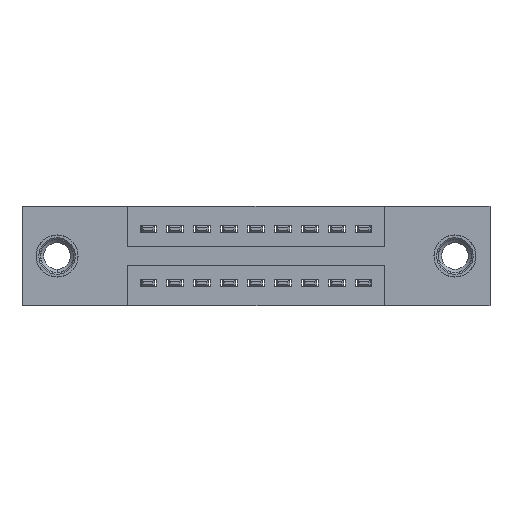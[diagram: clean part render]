
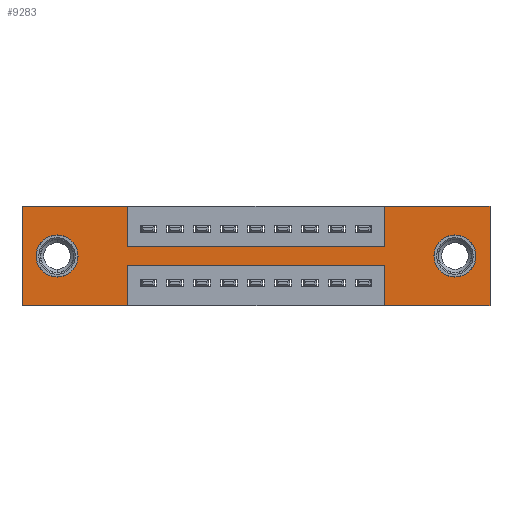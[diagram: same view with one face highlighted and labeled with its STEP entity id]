
A CAD part, front view. The second image highlights one B-rep face of the part: STEP entity #9283.
In plain terms, the highlighted planar face has unit normal (0, -1, 0).
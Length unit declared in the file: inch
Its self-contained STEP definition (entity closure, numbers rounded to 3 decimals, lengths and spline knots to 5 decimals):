
#109 = CARTESIAN_POINT ( 'NONE',  ( 1.3425, 0., 0. ) ) ;
#138 = LINE ( 'NONE', #11514, #12381 ) ;
#161 = DIRECTION ( 'NONE',  ( 0., -1., 0. ) ) ;
#332 = LINE ( 'NONE', #1072, #10132 ) ;
#374 = AXIS2_PLACEMENT_3D ( 'NONE', #5797, #12305, #6788 ) ;
#429 = CARTESIAN_POINT ( 'NONE',  ( 0.3925, 0., -0.15 ) ) ;
#473 = EDGE_CURVE ( 'NONE', #11335, #5145, #332, .T. ) ;
#546 = CARTESIAN_POINT ( 'NONE',  ( 0.3925, 0., 0. ) ) ;
#723 = LINE ( 'NONE', #9712, #6082 ) ;
#738 = DIRECTION ( 'NONE',  ( -1., 0., 0. ) ) ;
#780 = VERTEX_POINT ( 'NONE', #429 ) ;
#900 = LINE ( 'NONE', #4993, #9354 ) ;
#993 = VERTEX_POINT ( 'NONE', #3597 ) ;
#1065 = AXIS2_PLACEMENT_3D ( 'NONE', #2437, #9272, #3439 ) ;
#1072 = CARTESIAN_POINT ( 'NONE',  ( 0., 0., -0.37 ) ) ;
#1174 = VERTEX_POINT ( 'NONE', #11165 ) ;
#1216 = VECTOR ( 'NONE', #5665, 39.37008 ) ;
#1645 = ORIENTED_EDGE ( 'NONE', *, *, #6705, .F. ) ;
#1669 = ORIENTED_EDGE ( 'NONE', *, *, #2560, .F. ) ;
#1786 = LINE ( 'NONE', #11319, #7086 ) ;
#1951 = CARTESIAN_POINT ( 'NONE',  ( 0.13, 0., -0.185 ) ) ;
#1984 = CARTESIAN_POINT ( 'NONE',  ( 0.3925, 0., -0.22 ) ) ;
#2063 = CARTESIAN_POINT ( 'NONE',  ( 0.13, 0., -0.185 ) ) ;
#2194 = EDGE_CURVE ( 'NONE', #3725, #780, #4575, .T. ) ;
#2273 = ORIENTED_EDGE ( 'NONE', *, *, #10293, .F. ) ;
#2309 = AXIS2_PLACEMENT_3D ( 'NONE', #1951, #8816, #2942 ) ;
#2437 = CARTESIAN_POINT ( 'NONE',  ( 1.605, 0., -0.185 ) ) ;
#2560 = EDGE_CURVE ( 'NONE', #7566, #11335, #8671, .T. ) ;
#2737 = EDGE_LOOP ( 'NONE', ( #10308, #9422 ) ) ;
#2942 = DIRECTION ( 'NONE',  ( 0., 0., 1. ) ) ;
#2965 = CARTESIAN_POINT ( 'NONE',  ( 0.3925, 0., -0.37 ) ) ;
#3044 = VECTOR ( 'NONE', #10906, 39.37008 ) ;
#3059 = EDGE_LOOP ( 'NONE', ( #4570, #2273, #6843, #6772, #1669, #10011, #6706, #3334, #8163, #12106, #7287, #1645 ) ) ;
#3082 = DIRECTION ( 'NONE',  ( 0., 0., 1. ) ) ;
#3234 = EDGE_CURVE ( 'NONE', #9049, #10244, #11494, .T. ) ;
#3260 = CARTESIAN_POINT ( 'NONE',  ( 1.735, 0., 0. ) ) ;
#3307 = EDGE_CURVE ( 'NONE', #10244, #9049, #3589, .T. ) ;
#3334 = ORIENTED_EDGE ( 'NONE', *, *, #10223, .F. ) ;
#3372 = VERTEX_POINT ( 'NONE', #10795 ) ;
#3439 = DIRECTION ( 'NONE',  ( 0., 0., -1. ) ) ;
#3447 = VECTOR ( 'NONE', #12480, 39.37008 ) ;
#3489 = VECTOR ( 'NONE', #4816, 39.37008 ) ;
#3539 = LINE ( 'NONE', #12500, #8183 ) ;
#3576 = CARTESIAN_POINT ( 'NONE',  ( 0., 0., 0. ) ) ;
#3589 = CIRCLE ( 'NONE', #9494, 0.078 ) ;
#3597 = CARTESIAN_POINT ( 'NONE',  ( 0., 0., 0. ) ) ;
#3725 = VERTEX_POINT ( 'NONE', #546 ) ;
#3992 = VERTEX_POINT ( 'NONE', #2965 ) ;
#4013 = EDGE_LOOP ( 'NONE', ( #7413, #4733 ) ) ;
#4265 = VERTEX_POINT ( 'NONE', #12095 ) ;
#4486 = EDGE_CURVE ( 'NONE', #3372, #6022, #723, .T. ) ;
#4570 = ORIENTED_EDGE ( 'NONE', *, *, #5223, .F. ) ;
#4575 = LINE ( 'NONE', #6153, #9664 ) ;
#4714 = VECTOR ( 'NONE', #8475, 39.37008 ) ;
#4733 = ORIENTED_EDGE ( 'NONE', *, *, #3307, .T. ) ;
#4816 = DIRECTION ( 'NONE',  ( -1., 0., 0. ) ) ;
#4847 = CARTESIAN_POINT ( 'NONE',  ( 0.13, 0., -0.107 ) ) ;
#4857 = EDGE_CURVE ( 'NONE', #10491, #4265, #7602, .T. ) ;
#4993 = CARTESIAN_POINT ( 'NONE',  ( 0., 0., -0.37 ) ) ;
#5014 = LINE ( 'NONE', #3576, #4714 ) ;
#5031 = DIRECTION ( 'NONE',  ( 0., 0., -1. ) ) ;
#5145 = VERTEX_POINT ( 'NONE', #10569 ) ;
#5223 = EDGE_CURVE ( 'NONE', #5900, #3992, #3539, .T. ) ;
#5665 = DIRECTION ( 'NONE',  ( 0., 0., 1. ) ) ;
#5714 = DIRECTION ( 'NONE',  ( 1., 0., 0. ) ) ;
#5797 = CARTESIAN_POINT ( 'NONE',  ( 1.605, 0., -0.185 ) ) ;
#5900 = VERTEX_POINT ( 'NONE', #1984 ) ;
#5927 = CIRCLE ( 'NONE', #374, 0.078 ) ;
#5959 = DIRECTION ( 'NONE',  ( 0., 0., 1. ) ) ;
#6022 = VERTEX_POINT ( 'NONE', #109 ) ;
#6046 = FACE_BOUND ( 'NONE', #4013, .T. ) ;
#6082 = VECTOR ( 'NONE', #5959, 39.37008 ) ;
#6153 = CARTESIAN_POINT ( 'NONE',  ( 0.3925, 0., 0. ) ) ;
#6163 = LINE ( 'NONE', #11396, #3489 ) ;
#6225 = CARTESIAN_POINT ( 'NONE',  ( 0., 0., 0. ) ) ;
#6354 = FACE_OUTER_BOUND ( 'NONE', #3059, .T. ) ;
#6405 = EDGE_CURVE ( 'NONE', #993, #3725, #5014, .T. ) ;
#6705 = EDGE_CURVE ( 'NONE', #3992, #8059, #900, .T. ) ;
#6706 = ORIENTED_EDGE ( 'NONE', *, *, #4486, .F. ) ;
#6772 = ORIENTED_EDGE ( 'NONE', *, *, #473, .F. ) ;
#6788 = DIRECTION ( 'NONE',  ( 0., 0., -1. ) ) ;
#6843 = ORIENTED_EDGE ( 'NONE', *, *, #7143, .F. ) ;
#7086 = VECTOR ( 'NONE', #5714, 39.37008 ) ;
#7092 = CARTESIAN_POINT ( 'NONE',  ( 1.605, 0., -0.263 ) ) ;
#7143 = EDGE_CURVE ( 'NONE', #5145, #1174, #9059, .T. ) ;
#7211 = DIRECTION ( 'NONE',  ( 0., 0., -1. ) ) ;
#7215 = EDGE_CURVE ( 'NONE', #4265, #10491, #5927, .T. ) ;
#7287 = ORIENTED_EDGE ( 'NONE', *, *, #10379, .F. ) ;
#7413 = ORIENTED_EDGE ( 'NONE', *, *, #3234, .T. ) ;
#7566 = VERTEX_POINT ( 'NONE', #8225 ) ;
#7602 = CIRCLE ( 'NONE', #1065, 0.078 ) ;
#7653 = CARTESIAN_POINT ( 'NONE',  ( 0.13, 0., -0.263 ) ) ;
#8059 = VERTEX_POINT ( 'NONE', #11650 ) ;
#8163 = ORIENTED_EDGE ( 'NONE', *, *, #2194, .F. ) ;
#8183 = VECTOR ( 'NONE', #5031, 39.37008 ) ;
#8225 = CARTESIAN_POINT ( 'NONE',  ( 1.735, 0., 0. ) ) ;
#8285 = CARTESIAN_POINT ( 'NONE',  ( 1.735, 0., -0.37 ) ) ;
#8475 = DIRECTION ( 'NONE',  ( 1., 0., 0. ) ) ;
#8671 = LINE ( 'NONE', #3260, #3447 ) ;
#8816 = DIRECTION ( 'NONE',  ( 0., 1., 0. ) ) ;
#8843 = AXIS2_PLACEMENT_3D ( 'NONE', #10862, #161, #7211 ) ;
#8937 = DIRECTION ( 'NONE',  ( 0., 1., 0. ) ) ;
#9049 = VERTEX_POINT ( 'NONE', #4847 ) ;
#9059 = LINE ( 'NONE', #10361, #1216 ) ;
#9272 = DIRECTION ( 'NONE',  ( 0., 1., 0. ) ) ;
#9283 = ADVANCED_FACE ( 'NONE', ( #10999, #6046, #6354 ), #11780, .T. ) ;
#9298 = EDGE_CURVE ( 'NONE', #6022, #7566, #10706, .T. ) ;
#9354 = VECTOR ( 'NONE', #11560, 39.37008 ) ;
#9422 = ORIENTED_EDGE ( 'NONE', *, *, #4857, .T. ) ;
#9494 = AXIS2_PLACEMENT_3D ( 'NONE', #2063, #8937, #3082 ) ;
#9664 = VECTOR ( 'NONE', #10843, 39.37008 ) ;
#9712 = CARTESIAN_POINT ( 'NONE',  ( 1.3425, 0., 0. ) ) ;
#10011 = ORIENTED_EDGE ( 'NONE', *, *, #9298, .F. ) ;
#10132 = VECTOR ( 'NONE', #738, 39.37008 ) ;
#10223 = EDGE_CURVE ( 'NONE', #780, #3372, #1786, .T. ) ;
#10244 = VERTEX_POINT ( 'NONE', #7653 ) ;
#10293 = EDGE_CURVE ( 'NONE', #1174, #5900, #6163, .T. ) ;
#10308 = ORIENTED_EDGE ( 'NONE', *, *, #7215, .T. ) ;
#10361 = CARTESIAN_POINT ( 'NONE',  ( 1.3425, 0., -0.37 ) ) ;
#10379 = EDGE_CURVE ( 'NONE', #8059, #993, #138, .T. ) ;
#10491 = VERTEX_POINT ( 'NONE', #7092 ) ;
#10569 = CARTESIAN_POINT ( 'NONE',  ( 1.3425, 0., -0.37 ) ) ;
#10706 = LINE ( 'NONE', #6225, #3044 ) ;
#10795 = CARTESIAN_POINT ( 'NONE',  ( 1.3425, 0., -0.15 ) ) ;
#10843 = DIRECTION ( 'NONE',  ( 0., 0., -1. ) ) ;
#10862 = CARTESIAN_POINT ( 'NONE',  ( 0., 0., -0.37 ) ) ;
#10906 = DIRECTION ( 'NONE',  ( 1., 0., 0. ) ) ;
#10999 = FACE_BOUND ( 'NONE', #2737, .T. ) ;
#11165 = CARTESIAN_POINT ( 'NONE',  ( 1.3425, 0., -0.22 ) ) ;
#11319 = CARTESIAN_POINT ( 'NONE',  ( 0.3925, 0., -0.15 ) ) ;
#11335 = VERTEX_POINT ( 'NONE', #8285 ) ;
#11396 = CARTESIAN_POINT ( 'NONE',  ( 0.3925, 0., -0.22 ) ) ;
#11494 = CIRCLE ( 'NONE', #2309, 0.078 ) ;
#11514 = CARTESIAN_POINT ( 'NONE',  ( 0., 0., 0. ) ) ;
#11560 = DIRECTION ( 'NONE',  ( -1., 0., 0. ) ) ;
#11650 = CARTESIAN_POINT ( 'NONE',  ( 0., 0., -0.37 ) ) ;
#11780 = PLANE ( 'NONE',  #8843 ) ;
#12095 = CARTESIAN_POINT ( 'NONE',  ( 1.605, 0., -0.107 ) ) ;
#12106 = ORIENTED_EDGE ( 'NONE', *, *, #6405, .F. ) ;
#12305 = DIRECTION ( 'NONE',  ( 0., 1., 0. ) ) ;
#12381 = VECTOR ( 'NONE', #12421, 39.37008 ) ;
#12421 = DIRECTION ( 'NONE',  ( 0., 0., 1. ) ) ;
#12480 = DIRECTION ( 'NONE',  ( 0., 0., -1. ) ) ;
#12500 = CARTESIAN_POINT ( 'NONE',  ( 0.3925, 0., -0.37 ) ) ;
